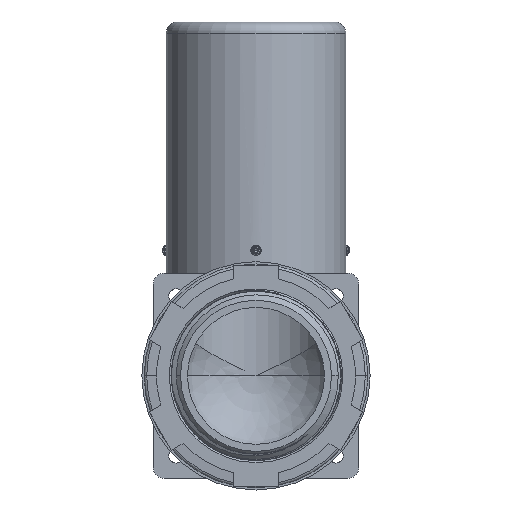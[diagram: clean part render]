
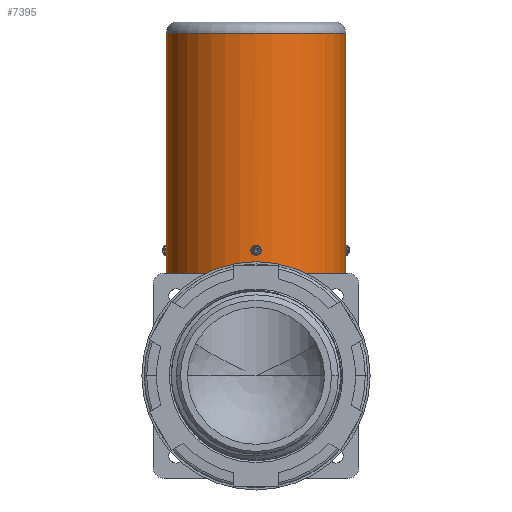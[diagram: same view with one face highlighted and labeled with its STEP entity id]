
A CAD part, front view. The second image highlights one B-rep face of the part: STEP entity #7395.
In plain terms, the highlighted cylindrical face has radius 24.994 mm (diameter 49.987 mm), a partial arc.
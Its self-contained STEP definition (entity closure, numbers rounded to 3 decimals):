
#5536=DIRECTION('',(0.,0.,1.));
#5537=VECTOR('',#5536,66.675);
#5538=CARTESIAN_POINT('',(152.399,-130.775,
-48.512));
#5539=LINE('',#5538,#5537);
#6080=CARTESIAN_POINT('',(127.405,-130.775,18.163));
#6081=DIRECTION('',(0.,0.,1.));
#6082=DIRECTION('',(-1.,0.,0.));
#6083=AXIS2_PLACEMENT_3D('',#6080,#6081,#6082);
#6085=CARTESIAN_POINT('',(127.405,-130.775,
-48.512));
#6086=DIRECTION('',(0.,0.,-1.));
#6087=DIRECTION('',(1.,0.,0.));
#6088=AXIS2_PLACEMENT_3D('',#6085,#6086,#6087);
#6090=DIRECTION('',(0.,0.,1.));
#6091=VECTOR('',#6090,66.675);
#6092=CARTESIAN_POINT('',(102.411,-130.775,
-48.512));
#6093=LINE('',#6092,#6091);
#6094=CARTESIAN_POINT('',(126.262,-155.743,
-42.162));
#6095=CARTESIAN_POINT('',(126.262,-155.743,
-42.273));
#6096=CARTESIAN_POINT('',(126.293,-155.744,
-42.484));
#6097=CARTESIAN_POINT('',(126.428,-155.75,
-42.785));
#6098=CARTESIAN_POINT('',(126.645,-155.758,
-43.036));
#6099=CARTESIAN_POINT('',(126.92,-155.765,
-43.215));
#6100=CARTESIAN_POINT('',(127.24,-155.769,
-43.309));
#6101=CARTESIAN_POINT('',(127.567,-155.769,
-43.31));
#6102=CARTESIAN_POINT('',(127.889,-155.765,
-43.215));
#6103=CARTESIAN_POINT('',(128.163,-155.758,
-43.038));
#6104=CARTESIAN_POINT('',(128.381,-155.75,
-42.787));
#6105=CARTESIAN_POINT('',(128.517,-155.744,
-42.484));
#6106=CARTESIAN_POINT('',(128.548,-155.743,
-42.273));
#6107=CARTESIAN_POINT('',(128.548,-155.743,
-42.162));
#6109=CARTESIAN_POINT('',(128.548,-155.743,
-42.162));
#6110=CARTESIAN_POINT('',(128.548,-155.743,
-42.052));
#6111=CARTESIAN_POINT('',(128.517,-155.744,
-41.84));
#6112=CARTESIAN_POINT('',(128.382,-155.75,
-41.539));
#6113=CARTESIAN_POINT('',(128.165,-155.758,
-41.288));
#6114=CARTESIAN_POINT('',(127.89,-155.765,
-41.11));
#6115=CARTESIAN_POINT('',(127.57,-155.769,
-41.015));
#6116=CARTESIAN_POINT('',(127.243,-155.769,
-41.015));
#6117=CARTESIAN_POINT('',(126.921,-155.765,
-41.109));
#6118=CARTESIAN_POINT('',(126.647,-155.758,
-41.286));
#6119=CARTESIAN_POINT('',(126.429,-155.75,
-41.537));
#6120=CARTESIAN_POINT('',(126.293,-155.744,
-41.84));
#6121=CARTESIAN_POINT('',(126.262,-155.743,
-42.052));
#6122=CARTESIAN_POINT('',(126.262,-155.743,
-42.162));
#6934=CARTESIAN_POINT('',(102.411,-130.775,
-48.512));
#6935=CARTESIAN_POINT('',(152.399,-130.775,
-48.512));
#6936=VERTEX_POINT('',#6934);
#6937=VERTEX_POINT('',#6935);
#6942=CARTESIAN_POINT('',(102.411,-130.775,18.163));
#6943=CARTESIAN_POINT('',(152.399,-130.775,18.163));
#6944=VERTEX_POINT('',#6942);
#6945=VERTEX_POINT('',#6943);
#6958=VERTEX_POINT('',#6107);
#6959=VERTEX_POINT('',#6094);
#7377=CARTESIAN_POINT('',(127.405,-130.775,
-48.512));
#7378=DIRECTION('',(0.,0.,1.));
#7379=DIRECTION('',(-1.,0.,0.));
#7380=AXIS2_PLACEMENT_3D('',#7377,#7378,#7379);
#7381=CYLINDRICAL_SURFACE('',#7380,24.994);
#7382=ORIENTED_EDGE('',*,*,#7189,.T.);
#7383=ORIENTED_EDGE('',*,*,#7233,.F.);
#7385=ORIENTED_EDGE('',*,*,#7384,.T.);
#7386=ORIENTED_EDGE('',*,*,#7229,.T.);
#7387=EDGE_LOOP('',(#7382,#7383,#7385,#7386));
#7388=FACE_OUTER_BOUND('',#7387,.F.);
#7390=ORIENTED_EDGE('',*,*,#7389,.T.);
#7392=ORIENTED_EDGE('',*,*,#7391,.T.);
#7393=EDGE_LOOP('',(#7390,#7392));
#7394=FACE_BOUND('',#7393,.F.);
#6084=CIRCLE('',#6083,24.994);
#6089=CIRCLE('',#6088,24.994);
#6108=B_SPLINE_CURVE_WITH_KNOTS('',3,(#6094,#6095,#6096,#6097,#6098,#6099,#6100,
#6101,#6102,#6103,#6104,#6105,#6106,#6107),.UNSPECIFIED.,.F.,.F.,(4,1,1,1,1,1,1,
1,1,1,1,4),(0.,0.091,0.182,0.273,
0.364,0.455,0.545,0.636,
0.727,0.818,0.909,1.),.UNSPECIFIED.);
#6123=B_SPLINE_CURVE_WITH_KNOTS('',3,(#6109,#6110,#6111,#6112,#6113,#6114,#6115,
#6116,#6117,#6118,#6119,#6120,#6121,#6122),.UNSPECIFIED.,.F.,.F.,(4,1,1,1,1,1,1,
1,1,1,1,4),(0.,0.091,0.182,0.273,
0.364,0.455,0.545,0.636,
0.727,0.818,0.909,1.),.UNSPECIFIED.);
#7189=EDGE_CURVE('',#6944,#6945,#6084,.T.);
#7229=EDGE_CURVE('',#6936,#6944,#6093,.T.);
#7233=EDGE_CURVE('',#6937,#6945,#5539,.T.);
#7384=EDGE_CURVE('',#6937,#6936,#6089,.T.);
#7389=EDGE_CURVE('',#6959,#6958,#6108,.T.);
#7391=EDGE_CURVE('',#6958,#6959,#6123,.T.);
#7395=ADVANCED_FACE('',(#7388,#7394),#7381,.T.);
